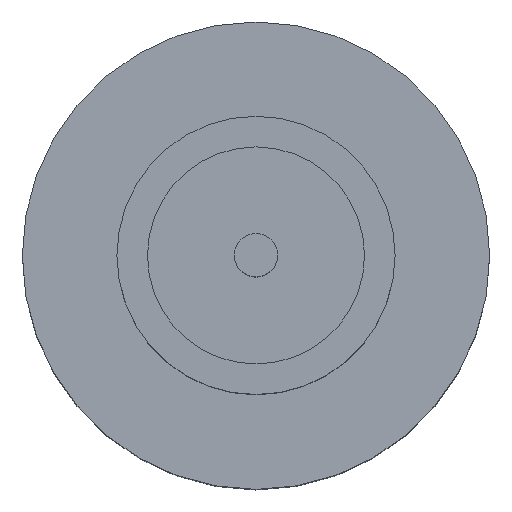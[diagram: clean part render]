
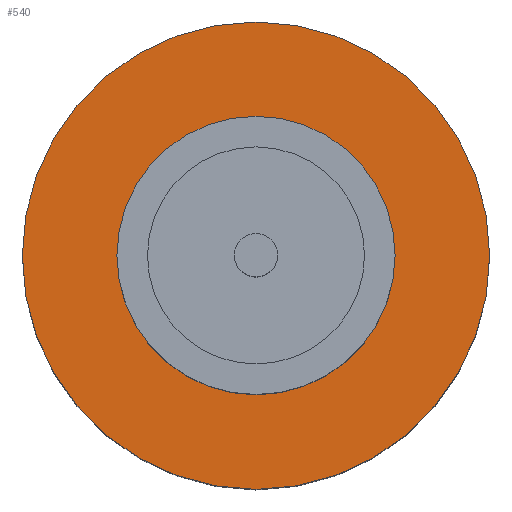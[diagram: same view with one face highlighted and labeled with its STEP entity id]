
A CAD part, top view. The second image highlights one B-rep face of the part: STEP entity #540.
In plain terms, the highlighted planar face has unit normal (0, 0, 1).
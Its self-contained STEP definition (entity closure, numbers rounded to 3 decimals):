
#3 = AXIS2_PLACEMENT_3D ( 'NONE', #276, #517, #50 ) ;
#19 = FACE_OUTER_BOUND ( 'NONE', #100, .T. ) ;
#37 = ORIENTED_EDGE ( 'NONE', *, *, #385, .F. ) ;
#50 = DIRECTION ( 'NONE',  ( 1., 0., 0. ) ) ;
#100 = EDGE_LOOP ( 'NONE', ( #576, #733 ) ) ;
#102 = AXIS2_PLACEMENT_3D ( 'NONE', #438, #448, #119 ) ;
#119 = DIRECTION ( 'NONE',  ( 1., 0., 0. ) ) ;
#166 = EDGE_CURVE ( 'NONE', #274, #953, #766, .T. ) ;
#190 = CARTESIAN_POINT ( 'NONE',  ( 0., 0., 1.55 ) ) ;
#218 = CIRCLE ( 'NONE', #639, 2.1 ) ;
#260 = PLANE ( 'NONE',  #3 ) ;
#268 = CARTESIAN_POINT ( 'NONE',  ( 0., 0., 1.55 ) ) ;
#274 = VERTEX_POINT ( 'NONE', #453 ) ;
#276 = CARTESIAN_POINT ( 'NONE',  ( 0., 0., 1.55 ) ) ;
#322 = DIRECTION ( 'NONE',  ( 0., 0., 1. ) ) ;
#352 = VERTEX_POINT ( 'NONE', #774 ) ;
#385 = EDGE_CURVE ( 'NONE', #352, #583, #932, .T. ) ;
#413 = DIRECTION ( 'NONE',  ( 0., 0., 1. ) ) ;
#424 = FACE_BOUND ( 'NONE', #625, .T. ) ;
#434 = EDGE_CURVE ( 'NONE', #583, #352, #613, .T. ) ;
#438 = CARTESIAN_POINT ( 'NONE',  ( 0., 0., 1.55 ) ) ;
#448 = DIRECTION ( 'NONE',  ( 0., 0., 1. ) ) ;
#453 = CARTESIAN_POINT ( 'NONE',  ( 2.1, 0., 1.55 ) ) ;
#472 = AXIS2_PLACEMENT_3D ( 'NONE', #190, #322, #570 ) ;
#510 = CARTESIAN_POINT ( 'NONE',  ( -2.1, 0., 1.55 ) ) ;
#517 = DIRECTION ( 'NONE',  ( 0., 0., 1. ) ) ;
#540 = ADVANCED_FACE ( 'NONE', ( #424, #19 ), #260, .T. ) ;
#570 = DIRECTION ( 'NONE',  ( 1., 0., 0. ) ) ;
#576 = ORIENTED_EDGE ( 'NONE', *, *, #607, .T. ) ;
#583 = VERTEX_POINT ( 'NONE', #861 ) ;
#607 = EDGE_CURVE ( 'NONE', #953, #274, #218, .T. ) ;
#613 = CIRCLE ( 'NONE', #472, 1.25 ) ;
#625 = EDGE_LOOP ( 'NONE', ( #868, #37 ) ) ;
#639 = AXIS2_PLACEMENT_3D ( 'NONE', #268, #936, #931 ) ;
#733 = ORIENTED_EDGE ( 'NONE', *, *, #166, .T. ) ;
#766 = CIRCLE ( 'NONE', #102, 2.1 ) ;
#774 = CARTESIAN_POINT ( 'NONE',  ( -1.25, 0., 1.55 ) ) ;
#785 = DIRECTION ( 'NONE',  ( 1., 0., 0. ) ) ;
#846 = CARTESIAN_POINT ( 'NONE',  ( 0., 0., 1.55 ) ) ;
#858 = AXIS2_PLACEMENT_3D ( 'NONE', #846, #413, #785 ) ;
#861 = CARTESIAN_POINT ( 'NONE',  ( 1.25, 0., 1.55 ) ) ;
#868 = ORIENTED_EDGE ( 'NONE', *, *, #434, .F. ) ;
#931 = DIRECTION ( 'NONE',  ( 1., 0., 0. ) ) ;
#932 = CIRCLE ( 'NONE', #858, 1.25 ) ;
#936 = DIRECTION ( 'NONE',  ( 0., 0., 1. ) ) ;
#953 = VERTEX_POINT ( 'NONE', #510 ) ;
